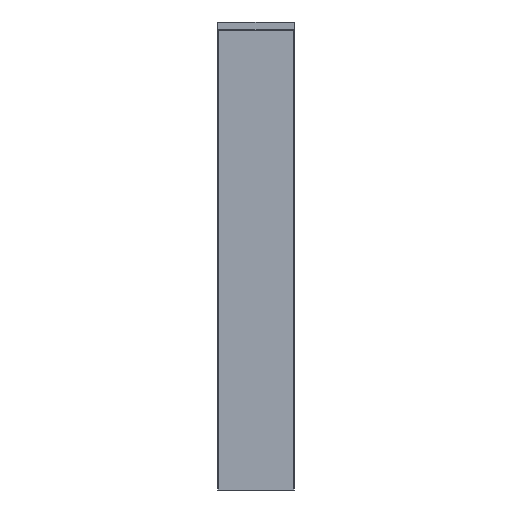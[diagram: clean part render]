
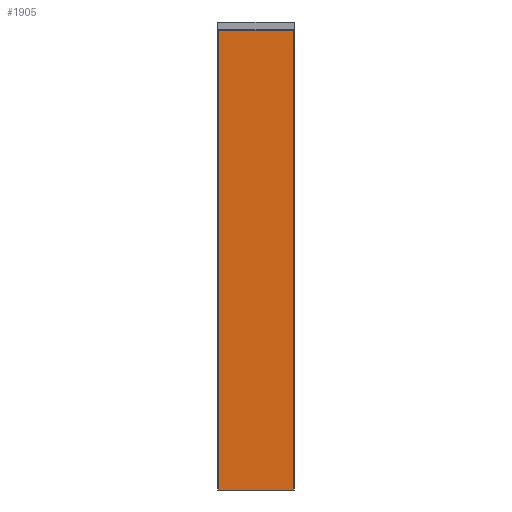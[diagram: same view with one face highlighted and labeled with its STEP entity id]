
A CAD part, front view. The second image highlights one B-rep face of the part: STEP entity #1905.
In plain terms, the highlighted planar face has unit normal (0, -1, 0).
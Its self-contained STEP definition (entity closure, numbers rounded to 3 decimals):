
#296 = VECTOR ( 'NONE', #8540, 1000. ) ;
#516 = ORIENTED_EDGE ( 'NONE', *, *, #7228, .F. ) ;
#1217 = CARTESIAN_POINT ( 'NONE',  ( 0., 0., 3050. ) ) ;
#1458 = VERTEX_POINT ( 'NONE', #1686 ) ;
#1686 = CARTESIAN_POINT ( 'NONE',  ( 247.5, 0., 2994.341 ) ) ;
#1689 = AXIS2_PLACEMENT_3D ( 'NONE', #1217, #6731, #7919 ) ;
#1757 = VECTOR ( 'NONE', #3094, 1000. ) ;
#1905 = ADVANCED_FACE ( 'NONE', ( #7046 ), #3696, .F. ) ;
#2060 = CARTESIAN_POINT ( 'NONE',  ( 247.5, 0., 0. ) ) ;
#2695 = DIRECTION ( 'NONE',  ( 1., 0., 0. ) ) ;
#2780 = LINE ( 'NONE', #6045, #6068 ) ;
#2915 = EDGE_CURVE ( 'NONE', #1458, #3046, #5945, .T. ) ;
#3046 = VERTEX_POINT ( 'NONE', #8625 ) ;
#3094 = DIRECTION ( 'NONE',  ( 0., 0., -1. ) ) ;
#3188 = ORIENTED_EDGE ( 'NONE', *, *, #7476, .T. ) ;
#3273 = DIRECTION ( 'NONE',  ( 0., 0., -1. ) ) ;
#3375 = CARTESIAN_POINT ( 'NONE',  ( 248.5, 0., 2994.341 ) ) ;
#3696 = PLANE ( 'NONE',  #1689 ) ;
#4041 = EDGE_CURVE ( 'NONE', #7437, #8142, #2780, .T. ) ;
#5945 = LINE ( 'NONE', #3375, #296 ) ;
#6045 = CARTESIAN_POINT ( 'NONE',  ( 0., 0., 0. ) ) ;
#6068 = VECTOR ( 'NONE', #2695, 1000. ) ;
#6395 = VECTOR ( 'NONE', #3273, 1000. ) ;
#6578 = ORIENTED_EDGE ( 'NONE', *, *, #2915, .T. ) ;
#6716 = CARTESIAN_POINT ( 'NONE',  ( 247.5, 0., 3050. ) ) ;
#6731 = DIRECTION ( 'NONE',  ( 0., 1., 0. ) ) ;
#6883 = CARTESIAN_POINT ( 'NONE',  ( -247.5, 0., 0. ) ) ;
#7018 = LINE ( 'NONE', #7812, #1757 ) ;
#7046 = FACE_OUTER_BOUND ( 'NONE', #8211, .T. ) ;
#7228 = EDGE_CURVE ( 'NONE', #1458, #8142, #8604, .T. ) ;
#7437 = VERTEX_POINT ( 'NONE', #6883 ) ;
#7476 = EDGE_CURVE ( 'NONE', #3046, #7437, #7018, .T. ) ;
#7812 = CARTESIAN_POINT ( 'NONE',  ( -247.5, 0., 3050. ) ) ;
#7919 = DIRECTION ( 'NONE',  ( -1., 0., 0. ) ) ;
#7934 = ORIENTED_EDGE ( 'NONE', *, *, #4041, .T. ) ;
#8142 = VERTEX_POINT ( 'NONE', #2060 ) ;
#8211 = EDGE_LOOP ( 'NONE', ( #516, #6578, #3188, #7934 ) ) ;
#8540 = DIRECTION ( 'NONE',  ( -1., 0., 0. ) ) ;
#8604 = LINE ( 'NONE', #6716, #6395 ) ;
#8625 = CARTESIAN_POINT ( 'NONE',  ( -247.5, 0., 2994.341 ) ) ;
